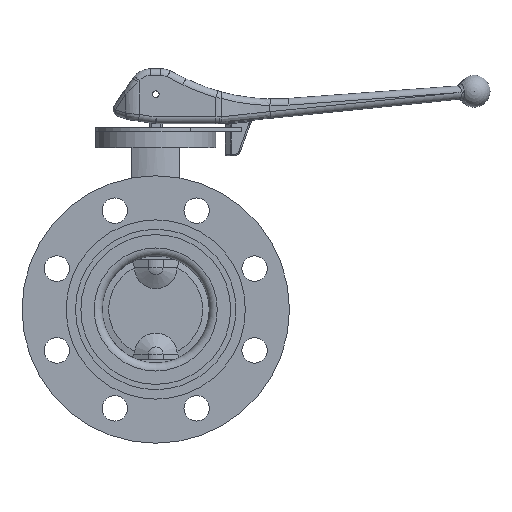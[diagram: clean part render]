
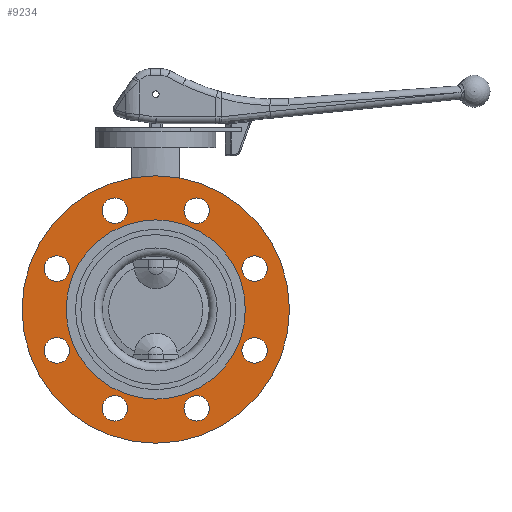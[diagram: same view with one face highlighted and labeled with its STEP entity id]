
A CAD part, front view. The second image highlights one B-rep face of the part: STEP entity #9234.
In plain terms, the highlighted face is planar.
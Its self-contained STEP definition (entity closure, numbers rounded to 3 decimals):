
#161=FACE_BOUND('',#1765,.T.);
#162=FACE_BOUND('',#1766,.T.);
#163=FACE_BOUND('',#1767,.T.);
#164=FACE_BOUND('',#1768,.T.);
#165=FACE_BOUND('',#1769,.T.);
#166=FACE_BOUND('',#1770,.T.);
#167=FACE_BOUND('',#1771,.T.);
#168=FACE_BOUND('',#1772,.T.);
#169=FACE_BOUND('',#1773,.T.);
#365=PLANE('',#10104);
#1169=FACE_OUTER_BOUND('',#1764,.T.);
#1764=EDGE_LOOP('',(#7419));
#1765=EDGE_LOOP('',(#7420));
#1766=EDGE_LOOP('',(#7421));
#1767=EDGE_LOOP('',(#7422));
#1768=EDGE_LOOP('',(#7423));
#1769=EDGE_LOOP('',(#7424));
#1770=EDGE_LOOP('',(#7425));
#1771=EDGE_LOOP('',(#7426));
#1772=EDGE_LOOP('',(#7427));
#1773=EDGE_LOOP('',(#7428));
#3600=CIRCLE('',#9900,9.5);
#3604=CIRCLE('',#9906,9.5);
#3608=CIRCLE('',#9912,9.5);
#3612=CIRCLE('',#9918,9.5);
#3616=CIRCLE('',#9924,9.5);
#3620=CIRCLE('',#9930,9.5);
#3624=CIRCLE('',#9936,9.5);
#3628=CIRCLE('',#9942,9.5);
#3644=CIRCLE('',#9965,67.);
#3645=CIRCLE('',#9967,100.);
#4107=VERTEX_POINT('',#16225);
#4111=VERTEX_POINT('',#16237);
#4115=VERTEX_POINT('',#16249);
#4119=VERTEX_POINT('',#16261);
#4123=VERTEX_POINT('',#16273);
#4127=VERTEX_POINT('',#16285);
#4131=VERTEX_POINT('',#16297);
#4135=VERTEX_POINT('',#16309);
#4149=VERTEX_POINT('',#16351);
#4150=VERTEX_POINT('',#16355);
#5155=EDGE_CURVE('',#4107,#4107,#3600,.T.);
#5161=EDGE_CURVE('',#4111,#4111,#3604,.T.);
#5167=EDGE_CURVE('',#4115,#4115,#3608,.T.);
#5173=EDGE_CURVE('',#4119,#4119,#3612,.T.);
#5179=EDGE_CURVE('',#4123,#4123,#3616,.T.);
#5185=EDGE_CURVE('',#4127,#4127,#3620,.T.);
#5191=EDGE_CURVE('',#4131,#4131,#3624,.T.);
#5197=EDGE_CURVE('',#4135,#4135,#3628,.T.);
#5218=EDGE_CURVE('',#4149,#4149,#3644,.T.);
#5219=EDGE_CURVE('',#4150,#4150,#3645,.T.);
#7419=ORIENTED_EDGE('',*,*,#5219,.T.);
#7420=ORIENTED_EDGE('',*,*,#5155,.T.);
#7421=ORIENTED_EDGE('',*,*,#5161,.T.);
#7422=ORIENTED_EDGE('',*,*,#5167,.T.);
#7423=ORIENTED_EDGE('',*,*,#5173,.T.);
#7424=ORIENTED_EDGE('',*,*,#5179,.T.);
#7425=ORIENTED_EDGE('',*,*,#5185,.T.);
#7426=ORIENTED_EDGE('',*,*,#5191,.T.);
#7427=ORIENTED_EDGE('',*,*,#5197,.T.);
#7428=ORIENTED_EDGE('',*,*,#5218,.F.);
#9234=ADVANCED_FACE('',(#1169,#161,#162,#163,#164,#165,#166,#167,#168,#169),
#365,.F.);
#9900=AXIS2_PLACEMENT_3D('',#16227,#11355,#11356);
#9906=AXIS2_PLACEMENT_3D('',#16239,#11369,#11370);
#9912=AXIS2_PLACEMENT_3D('',#16251,#11383,#11384);
#9918=AXIS2_PLACEMENT_3D('',#16263,#11397,#11398);
#9924=AXIS2_PLACEMENT_3D('',#16275,#11411,#11412);
#9930=AXIS2_PLACEMENT_3D('',#16287,#11425,#11426);
#9936=AXIS2_PLACEMENT_3D('',#16299,#11439,#11440);
#9942=AXIS2_PLACEMENT_3D('',#16311,#11453,#11454);
#9965=AXIS2_PLACEMENT_3D('',#16353,#11504,#11505);
#9967=AXIS2_PLACEMENT_3D('',#16356,#11508,#11509);
#10104=AXIS2_PLACEMENT_3D('',#18185,#11889,#11890);
#11355=DIRECTION('center_axis',(0.,0.,-1.));
#11356=DIRECTION('ref_axis',(0.,1.,0.));
#11369=DIRECTION('center_axis',(0.,0.,-1.));
#11370=DIRECTION('ref_axis',(0.,1.,0.));
#11383=DIRECTION('center_axis',(0.,0.,-1.));
#11384=DIRECTION('ref_axis',(0.,1.,0.));
#11397=DIRECTION('center_axis',(0.,0.,-1.));
#11398=DIRECTION('ref_axis',(0.,1.,0.));
#11411=DIRECTION('center_axis',(0.,0.,-1.));
#11412=DIRECTION('ref_axis',(0.,1.,0.));
#11425=DIRECTION('center_axis',(0.,0.,-1.));
#11426=DIRECTION('ref_axis',(0.,1.,0.));
#11439=DIRECTION('center_axis',(0.,0.,-1.));
#11440=DIRECTION('ref_axis',(0.,1.,0.));
#11453=DIRECTION('center_axis',(0.,0.,-1.));
#11454=DIRECTION('ref_axis',(0.,1.,0.));
#11504=DIRECTION('center_axis',(0.,0.,1.));
#11505=DIRECTION('ref_axis',(0.,-1.,0.));
#11508=DIRECTION('center_axis',(0.,0.,1.));
#11509=DIRECTION('ref_axis',(0.,-1.,0.));
#11889=DIRECTION('center_axis',(0.,0.,-1.));
#11890=DIRECTION('ref_axis',(0.,1.,0.));
#16225=CARTESIAN_POINT('',(-40.115,73.91,51.5));
#16227=CARTESIAN_POINT('Origin',(-30.615,73.91,51.5));
#16237=CARTESIAN_POINT('',(-83.41,30.615,51.5));
#16239=CARTESIAN_POINT('Origin',(-73.91,30.615,51.5));
#16249=CARTESIAN_POINT('',(-83.41,-30.615,51.5));
#16251=CARTESIAN_POINT('Origin',(-73.91,-30.615,51.5));
#16261=CARTESIAN_POINT('',(-40.115,-73.91,51.5));
#16263=CARTESIAN_POINT('Origin',(-30.615,-73.91,51.5));
#16273=CARTESIAN_POINT('',(21.115,-73.91,51.5));
#16275=CARTESIAN_POINT('Origin',(30.615,-73.91,51.5));
#16285=CARTESIAN_POINT('',(64.41,-30.615,51.5));
#16287=CARTESIAN_POINT('Origin',(73.91,-30.615,51.5));
#16297=CARTESIAN_POINT('',(21.115,73.91,51.5));
#16299=CARTESIAN_POINT('Origin',(30.615,73.91,51.5));
#16309=CARTESIAN_POINT('',(64.41,30.615,51.5));
#16311=CARTESIAN_POINT('Origin',(73.91,30.615,51.5));
#16351=CARTESIAN_POINT('',(0.,67.,51.5));
#16353=CARTESIAN_POINT('Origin',(0.,0.,51.5));
#16355=CARTESIAN_POINT('',(0.,100.,51.5));
#16356=CARTESIAN_POINT('Origin',(0.,0.,51.5));
#18185=CARTESIAN_POINT('Origin',(0.,67.,51.5));
